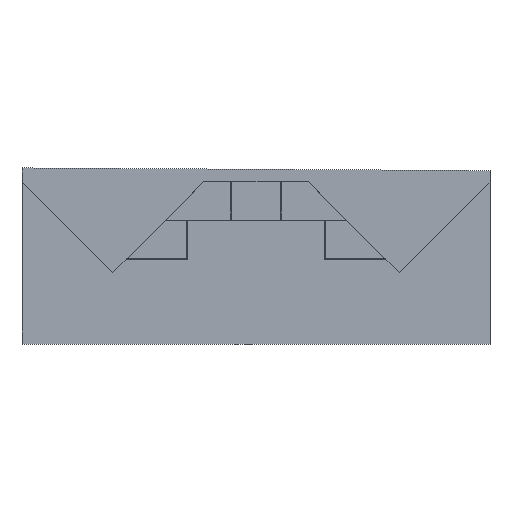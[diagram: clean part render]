
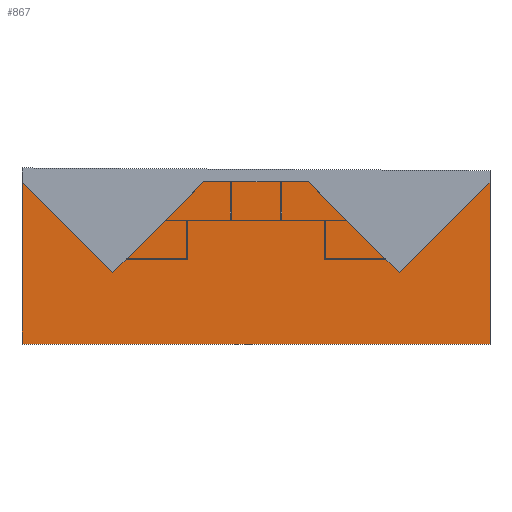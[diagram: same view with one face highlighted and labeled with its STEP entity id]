
A CAD part, top view. The second image highlights one B-rep face of the part: STEP entity #867.
In plain terms, the highlighted planar face has unit normal (0, 0, 1).
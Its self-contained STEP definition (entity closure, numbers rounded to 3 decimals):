
#33 = EDGE_CURVE ( 'NONE', #2286, #1471, #1690, .T. ) ;
#39 = DIRECTION ( 'NONE',  ( -1., 0., 0. ) ) ;
#55 = EDGE_CURVE ( 'NONE', #1153, #2286, #219, .T. ) ;
#72 = VECTOR ( 'NONE', #568, 1000. ) ;
#79 = VERTEX_POINT ( 'NONE', #2068 ) ;
#105 = LINE ( 'NONE', #1742, #1732 ) ;
#133 = ORIENTED_EDGE ( 'NONE', *, *, #1603, .F. ) ;
#162 = ORIENTED_EDGE ( 'NONE', *, *, #55, .F. ) ;
#178 = VECTOR ( 'NONE', #1083, 1000. ) ;
#219 = LINE ( 'NONE', #1167, #72 ) ;
#231 = VERTEX_POINT ( 'NONE', #815 ) ;
#235 = FACE_OUTER_BOUND ( 'NONE', #628, .T. ) ;
#261 = ORIENTED_EDGE ( 'NONE', *, *, #589, .T. ) ;
#275 = AXIS2_PLACEMENT_3D ( 'NONE', #1687, #1480, #39 ) ;
#283 = VERTEX_POINT ( 'NONE', #1060 ) ;
#334 = CARTESIAN_POINT ( 'NONE',  ( 149.285, -140.456, 0. ) ) ;
#395 = EDGE_CURVE ( 'NONE', #2216, #1153, #1460, .T. ) ;
#407 = VECTOR ( 'NONE', #1454, 1000. ) ;
#568 = DIRECTION ( 'NONE',  ( 0.708, 0.706, 0. ) ) ;
#587 = VECTOR ( 'NONE', #1404, 1000. ) ;
#589 = EDGE_CURVE ( 'NONE', #2216, #283, #105, .T. ) ;
#628 = EDGE_LOOP ( 'NONE', ( #162, #1613, #261, #1583, #1645, #1768, #133, #2337 ) ) ;
#669 = CARTESIAN_POINT ( 'NONE',  ( -2600.715, -140.456, 0. ) ) ;
#693 = CARTESIAN_POINT ( 'NONE',  ( 4908.106, -4391.093, 0. ) ) ;
#726 = CARTESIAN_POINT ( 'NONE',  ( -7359.536, -4391.093, 0. ) ) ;
#759 = LINE ( 'NONE', #693, #407 ) ;
#815 = CARTESIAN_POINT ( 'NONE',  ( -7359.536, -148.762, 0. ) ) ;
#867 = ADVANCED_FACE ( 'NONE', ( #235 ), #961, .F. ) ;
#885 = VECTOR ( 'NONE', #1798, 1000. ) ;
#961 = PLANE ( 'NONE',  #275 ) ;
#1060 = CARTESIAN_POINT ( 'NONE',  ( -2600.715, -140.456, 0. ) ) ;
#1083 = DIRECTION ( 'NONE',  ( 0., 1., 0. ) ) ;
#1127 = EDGE_CURVE ( 'NONE', #79, #231, #2328, .T. ) ;
#1143 = VECTOR ( 'NONE', #1654, 1000. ) ;
#1153 = VERTEX_POINT ( 'NONE', #1976 ) ;
#1167 = CARTESIAN_POINT ( 'NONE',  ( 2524.543, -2524.02, 0. ) ) ;
#1172 = EDGE_CURVE ( 'NONE', #283, #79, #1824, .T. ) ;
#1232 = EDGE_CURVE ( 'NONE', #1598, #231, #2165, .T. ) ;
#1404 = DIRECTION ( 'NONE',  ( -0.706, -0.708, 0. ) ) ;
#1430 = CARTESIAN_POINT ( 'NONE',  ( 4908.106, -4391.093, 0. ) ) ;
#1443 = CARTESIAN_POINT ( 'NONE',  ( -4975.973, -2524.02, 0. ) ) ;
#1454 = DIRECTION ( 'NONE',  ( -1., 0., 0. ) ) ;
#1460 = LINE ( 'NONE', #2322, #1143 ) ;
#1471 = VERTEX_POINT ( 'NONE', #1430 ) ;
#1480 = DIRECTION ( 'NONE',  ( 0., 0., -1. ) ) ;
#1498 = DIRECTION ( 'NONE',  ( 0., -1., 0. ) ) ;
#1583 = ORIENTED_EDGE ( 'NONE', *, *, #1172, .T. ) ;
#1598 = VERTEX_POINT ( 'NONE', #726 ) ;
#1603 = EDGE_CURVE ( 'NONE', #1471, #1598, #759, .T. ) ;
#1613 = ORIENTED_EDGE ( 'NONE', *, *, #395, .F. ) ;
#1645 = ORIENTED_EDGE ( 'NONE', *, *, #1127, .T. ) ;
#1654 = DIRECTION ( 'NONE',  ( 0.706, -0.708, 0. ) ) ;
#1680 = VECTOR ( 'NONE', #1498, 1000. ) ;
#1687 = CARTESIAN_POINT ( 'NONE',  ( 0., 0., 0. ) ) ;
#1690 = LINE ( 'NONE', #2203, #1680 ) ;
#1732 = VECTOR ( 'NONE', #1756, 1000. ) ;
#1742 = CARTESIAN_POINT ( 'NONE',  ( 149.285, -140.456, 0. ) ) ;
#1756 = DIRECTION ( 'NONE',  ( -1., 0., 0. ) ) ;
#1768 = ORIENTED_EDGE ( 'NONE', *, *, #1232, .F. ) ;
#1798 = DIRECTION ( 'NONE',  ( -0.708, 0.706, 0. ) ) ;
#1824 = LINE ( 'NONE', #669, #587 ) ;
#1976 = CARTESIAN_POINT ( 'NONE',  ( 2524.543, -2524.02, 0. ) ) ;
#1998 = CARTESIAN_POINT ( 'NONE',  ( -7359.536, -4391.093, 0. ) ) ;
#2068 = CARTESIAN_POINT ( 'NONE',  ( -4975.973, -2524.02, 0. ) ) ;
#2165 = LINE ( 'NONE', #1998, #178 ) ;
#2167 = CARTESIAN_POINT ( 'NONE',  ( 4908.106, -148.762, 0. ) ) ;
#2203 = CARTESIAN_POINT ( 'NONE',  ( 4908.106, 154.504, 0. ) ) ;
#2216 = VERTEX_POINT ( 'NONE', #334 ) ;
#2286 = VERTEX_POINT ( 'NONE', #2167 ) ;
#2322 = CARTESIAN_POINT ( 'NONE',  ( 149.285, -140.456, 0. ) ) ;
#2328 = LINE ( 'NONE', #1443, #885 ) ;
#2337 = ORIENTED_EDGE ( 'NONE', *, *, #33, .F. ) ;
